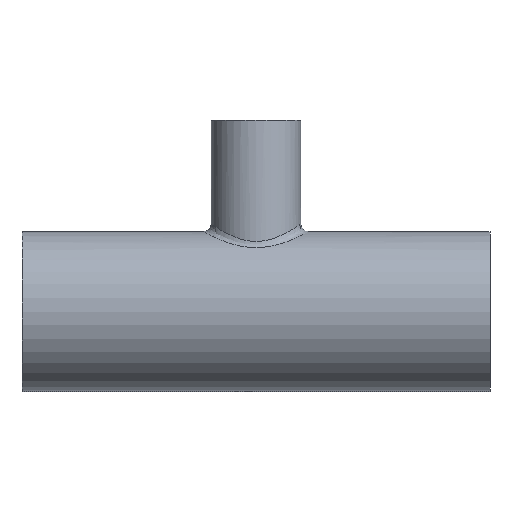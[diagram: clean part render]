
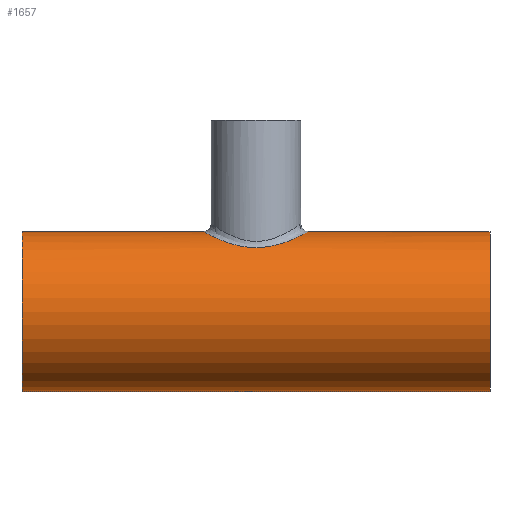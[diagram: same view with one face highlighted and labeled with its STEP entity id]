
A CAD part, front view. The second image highlights one B-rep face of the part: STEP entity #1657.
In plain terms, the highlighted cylindrical face has radius 20.5 mm (diameter 41 mm), a full revolution.
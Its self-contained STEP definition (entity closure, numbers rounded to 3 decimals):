
#1482=CARTESIAN_POINT('',(0.,-12.3,16.4));
#1483=VERTEX_POINT('',#1482);
#1559=CARTESIAN_POINT('',(0.,-12.3,16.4));
#1560=CARTESIAN_POINT('',(0.,-12.3,16.4));
#1561=CARTESIAN_POINT('',(0.,-12.3,16.4));
#1562=CARTESIAN_POINT('',(0.,-12.3,16.4));
#1563=CARTESIAN_POINT('',(0.387,-12.3,16.4));
#1564=CARTESIAN_POINT('',(0.904,-12.28,16.415));
#1565=CARTESIAN_POINT('',(1.932,-12.185,16.486));
#1566=CARTESIAN_POINT('',(3.574,-11.926,16.677));
#1567=CARTESIAN_POINT('',(5.507,-11.295,17.12));
#1568=CARTESIAN_POINT('',(7.233,-10.414,17.664));
#1569=CARTESIAN_POINT('',(8.343,-9.694,18.069));
#1570=CARTESIAN_POINT('',(9.089,-9.104,18.37));
#1571=CARTESIAN_POINT('',(9.799,-8.476,18.67));
#1572=CARTESIAN_POINT('',(10.649,-7.615,19.049));
#1573=CARTESIAN_POINT('',(11.451,-6.557,19.435));
#1574=CARTESIAN_POINT('',(12.099,-5.482,19.76));
#1575=CARTESIAN_POINT('',(12.66,-4.358,20.049));
#1576=CARTESIAN_POINT('',(13.197,-2.806,20.335));
#1577=CARTESIAN_POINT('',(13.567,-0.627,20.537));
#1578=CARTESIAN_POINT('',(13.485,1.269,20.491));
#1579=CARTESIAN_POINT('',(13.092,3.112,20.279));
#1580=CARTESIAN_POINT('',(12.679,4.301,20.059));
#1581=CARTESIAN_POINT('',(12.133,5.418,19.777));
#1582=CARTESIAN_POINT('',(11.617,6.295,19.517));
#1583=CARTESIAN_POINT('',(11.07,7.06,19.252));
#1584=CARTESIAN_POINT('',(10.266,8.022,18.876));
#1585=CARTESIAN_POINT('',(8.757,9.494,18.21));
#1586=CARTESIAN_POINT('',(6.903,10.656,17.526));
#1587=CARTESIAN_POINT('',(5.389,11.281,17.118));
#1588=CARTESIAN_POINT('',(4.768,11.513,16.963));
#1589=CARTESIAN_POINT('',(3.733,11.849,16.732));
#1590=CARTESIAN_POINT('',(2.067,12.203,16.473));
#1591=CARTESIAN_POINT('',(0.173,12.336,16.372));
#1592=CARTESIAN_POINT('',(-1.207,12.264,16.427));
#1593=CARTESIAN_POINT('',(-2.566,12.097,16.551));
#1594=CARTESIAN_POINT('',(-4.065,11.778,16.783));
#1595=CARTESIAN_POINT('',(-5.4,11.292,17.113));
#1596=CARTESIAN_POINT('',(-6.29,10.887,17.371));
#1597=CARTESIAN_POINT('',(-6.869,10.598,17.55));
#1598=CARTESIAN_POINT('',(-7.917,9.995,17.906));
#1599=CARTESIAN_POINT('',(-8.95,9.243,18.308));
#1600=CARTESIAN_POINT('',(-10.115,8.184,18.806));
#1601=CARTESIAN_POINT('',(-10.94,7.252,19.188));
#1602=CARTESIAN_POINT('',(-11.719,6.138,19.568));
#1603=CARTESIAN_POINT('',(-12.498,4.775,19.962));
#1604=CARTESIAN_POINT('',(-13.162,3.014,20.316));
#1605=CARTESIAN_POINT('',(-13.514,0.941,20.508));
#1606=CARTESIAN_POINT('',(-13.512,-0.951,20.507));
#1607=CARTESIAN_POINT('',(-13.249,-2.502,20.363));
#1608=CARTESIAN_POINT('',(-12.886,-3.707,20.169));
#1609=CARTESIAN_POINT('',(-12.43,-4.867,19.929));
#1610=CARTESIAN_POINT('',(-11.688,-6.246,19.549));
#1611=CARTESIAN_POINT('',(-10.642,-7.624,19.045));
#1612=CARTESIAN_POINT('',(-9.545,-8.732,18.557));
#1613=CARTESIAN_POINT('',(-8.442,-9.63,18.106));
#1614=CARTESIAN_POINT('',(-7.23,-10.416,17.663));
#1615=CARTESIAN_POINT('',(-5.933,-11.076,17.255));
#1616=CARTESIAN_POINT('',(-4.542,-11.611,16.898));
#1617=CARTESIAN_POINT('',(-3.069,-12.005,16.618));
#1618=CARTESIAN_POINT('',(-1.553,-12.245,16.441));
#1619=CARTESIAN_POINT('',(-0.516,-12.3,16.4));
#1620=CARTESIAN_POINT('',(0.,-12.3,16.4));
#1621=B_SPLINE_CURVE_WITH_KNOTS('',3,(#1559,#1560,#1561,#1562,#1563,#1564,#1565,#1566,#1567,#1568,#1569,#1570,#1571,#1572,#1573,#1574,#1575,#1576,#1577,#1578,#1579,#1580,#1581,#1582,#1583,#1584,#1585,#1586,#1587,#1588,#1589,#1590,#1591,#1592,#1593,#1594,#1595,#1596,#1597,#1598,#1599,#1600,#1601,#1602,#1603,#1604,#1605,#1606,#1607,#1608,#1609,#1610,#1611,#1612,#1613,#1614,#1615,#1616,#1617,#1618,#1619,#1620),.UNSPECIFIED.,.T.,.U.,(4,3,1,1,1,1,1,1,1,1,1,1,1,1,1,1,1,1,1,1,1,1,1,1,1,1,1,1,1,1,1,1,1,1,1,1,1,1,1,1,1,1,1,1,1,1,1,1,1,1,1,1,1,1,1,1,1,4),(-7.117,-7.117,-7.022,-6.99,-6.863,-6.609,-6.482,-6.354,-6.259,-6.227,-6.1,-5.931,-5.867,-5.761,-5.592,-5.422,-5.168,-5.084,-4.914,-4.829,-4.745,-4.639,-4.575,-4.406,-4.067,-4.003,-3.982,-3.897,-3.728,-3.558,-3.431,-3.389,-3.22,-3.05,-3.029,-2.965,-2.881,-2.711,-2.627,-2.457,-2.372,-2.259,-2.033,-1.864,-1.695,-1.525,-1.44,-1.356,-1.186,-1.017,-0.89,-0.763,-0.635,-0.508,-0.381,-0.254,-0.127,0.),.UNSPECIFIED.);
#1622=EDGE_CURVE('',#1483,#1483,#1621,.T.);
#1627=CARTESIAN_POINT('',(0.0,0.0,0.0));
#1628=DIRECTION('',(-1.0,0.0,0.0));
#1629=DIRECTION('',(0.0,-1.0,0.0));
#1630=AXIS2_PLACEMENT_3D('',#1627,#1628,#1629);
#1631=CYLINDRICAL_SURFACE('',#1630,20.5);
#1632=CARTESIAN_POINT('',(60.0,-20.5,0.0));
#1633=VERTEX_POINT('',#1632);
#1634=CARTESIAN_POINT('',(60.,0.0,0.0));
#1635=DIRECTION('',(-1.0,0.0,0.0));
#1636=DIRECTION('',(0.0,-1.0,0.0));
#1637=AXIS2_PLACEMENT_3D('',#1634,#1635,#1636);
#1638=CIRCLE('',#1637,20.5);
#1639=EDGE_CURVE('',#1633,#1633,#1638,.T.);
#1640=ORIENTED_EDGE('',*,*,#1639,.T.);
#1641=EDGE_LOOP('',(#1640));
#1642=FACE_OUTER_BOUND('',#1641,.T.);
#1643=CARTESIAN_POINT('',(-60.0,-20.5,0.0));
#1644=VERTEX_POINT('',#1643);
#1645=CARTESIAN_POINT('',(-60.0,0.0,0.0));
#1646=DIRECTION('',(-1.0,0.0,0.0));
#1647=DIRECTION('',(0.0,-1.0,0.0));
#1648=AXIS2_PLACEMENT_3D('',#1645,#1646,#1647);
#1649=CIRCLE('',#1648,20.5);
#1650=EDGE_CURVE('',#1644,#1644,#1649,.T.);
#1651=ORIENTED_EDGE('',*,*,#1650,.F.);
#1652=EDGE_LOOP('',(#1651));
#1653=FACE_BOUND('',#1652,.T.);
#1654=ORIENTED_EDGE('',*,*,#1622,.F.);
#1655=EDGE_LOOP('',(#1654));
#1656=FACE_BOUND('',#1655,.T.);
#1657=ADVANCED_FACE('',(#1642,#1653,#1656),#1631,.T.);
